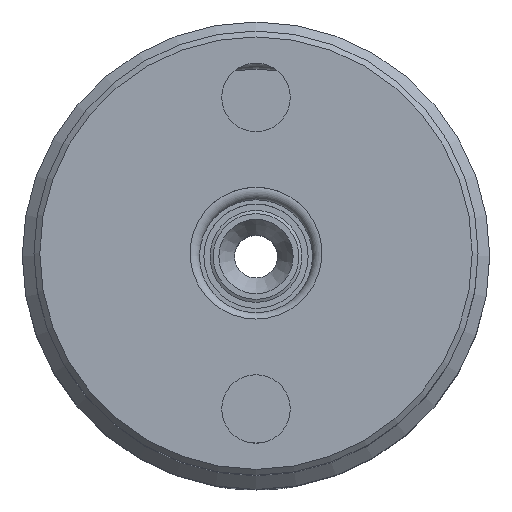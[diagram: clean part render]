
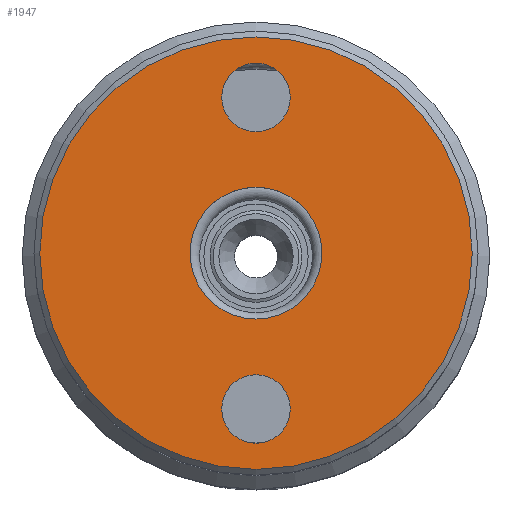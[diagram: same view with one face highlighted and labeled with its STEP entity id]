
A CAD part, top view. The second image highlights one B-rep face of the part: STEP entity #1947.
In plain terms, the highlighted planar face has unit normal (0, 0, 1).
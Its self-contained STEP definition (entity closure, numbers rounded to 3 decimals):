
#254=ORIENTED_EDGE('',*,*,#607,.T.);
#255=ORIENTED_EDGE('',*,*,#608,.T.);
#256=ORIENTED_EDGE('',*,*,#609,.F.);
#257=ORIENTED_EDGE('',*,*,#610,.T.);
#607=EDGE_CURVE('',#789,#789,#930,.T.);
#608=EDGE_CURVE('',#790,#790,#931,.T.);
#609=EDGE_CURVE('',#791,#791,#932,.T.);
#610=EDGE_CURVE('',#792,#792,#933,.T.);
#789=VERTEX_POINT('',#2875);
#790=VERTEX_POINT('',#2877);
#791=VERTEX_POINT('',#2879);
#792=VERTEX_POINT('',#2881);
#930=CIRCLE('',#2119,4.4);
#931=CIRCLE('',#2120,4.4);
#932=CIRCLE('',#2121,8.459);
#933=CIRCLE('',#2122,27.75);
#1047=EDGE_LOOP('',(#254));
#1048=EDGE_LOOP('',(#255));
#1049=EDGE_LOOP('',(#256));
#1050=EDGE_LOOP('',(#257));
#1253=FACE_BOUND('',#1047,.T.);
#1254=FACE_BOUND('',#1048,.T.);
#1255=FACE_BOUND('',#1049,.T.);
#1256=FACE_BOUND('',#1050,.T.);
#1437=PLANE('',#2118);
#1947=ADVANCED_FACE('',(#1253,#1254,#1255,#1256),#1437,.T.);
#2118=AXIS2_PLACEMENT_3D('',#2873,#2390,#2391);
#2119=AXIS2_PLACEMENT_3D('',#2874,#2392,#2393);
#2120=AXIS2_PLACEMENT_3D('',#2876,#2394,#2395);
#2121=AXIS2_PLACEMENT_3D('',#2878,#2396,#2397);
#2122=AXIS2_PLACEMENT_3D('',#2880,#2398,#2399);
#2390=DIRECTION('',(0.,0.,1.));
#2391=DIRECTION('',(1.,0.,0.));
#2392=DIRECTION('',(0.,0.,-1.));
#2393=DIRECTION('',(0.,-1.,0.));
#2394=DIRECTION('',(0.,0.,-1.));
#2395=DIRECTION('',(0.,-1.,0.));
#2396=DIRECTION('',(0.,0.,1.));
#2397=DIRECTION('',(1.,0.,0.));
#2398=DIRECTION('',(0.,0.,1.));
#2399=DIRECTION('',(1.,0.,0.));
#2873=CARTESIAN_POINT('',(-28.5,0.,209.));
#2874=CARTESIAN_POINT('',(0.,20.,209.));
#2875=CARTESIAN_POINT('',(0.,15.6,209.));
#2876=CARTESIAN_POINT('',(0.,-20.,209.));
#2877=CARTESIAN_POINT('',(0.,-24.4,209.));
#2878=CARTESIAN_POINT('',(0.,0.,209.));
#2879=CARTESIAN_POINT('',(8.459,0.,209.));
#2880=CARTESIAN_POINT('',(0.,0.,209.));
#2881=CARTESIAN_POINT('',(27.75,0.,209.));
